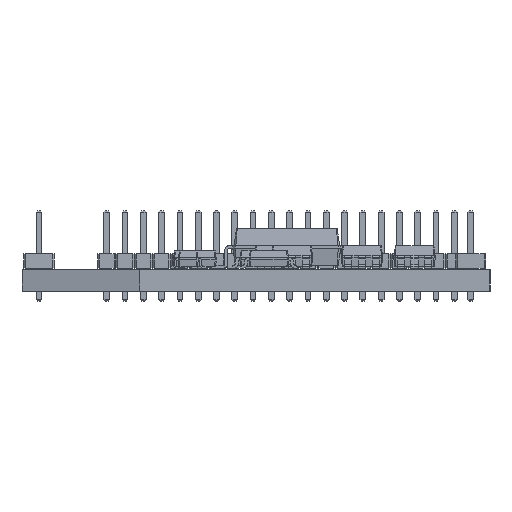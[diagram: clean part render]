
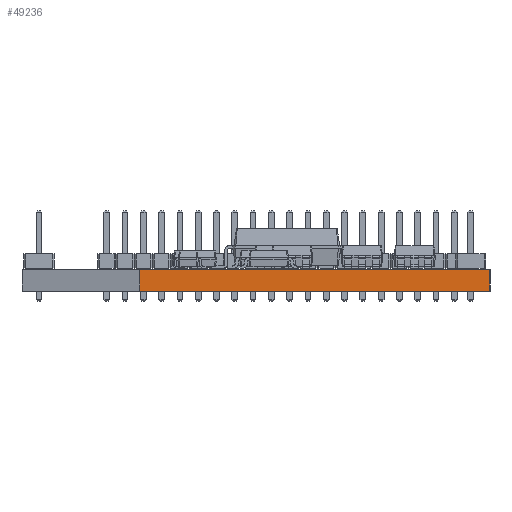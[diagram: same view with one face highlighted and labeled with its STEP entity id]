
A CAD part, left-side view. The second image highlights one B-rep face of the part: STEP entity #49236.
In plain terms, the highlighted planar face has unit normal (-1, 0.002, 0).
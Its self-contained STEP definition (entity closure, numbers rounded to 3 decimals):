
#49180 = VERTEX_POINT('',#49181);
#49181 = CARTESIAN_POINT('',(120.473,-106.489,1.51));
#49187 = EDGE_CURVE('',#49188,#49180,#49190,.T.);
#49188 = VERTEX_POINT('',#49189);
#49189 = CARTESIAN_POINT('',(120.473,-106.489,0.));
#49190 = LINE('',#49191,#49192);
#49191 = CARTESIAN_POINT('',(120.473,-106.489,0.));
#49192 = VECTOR('',#49193,1.);
#49193 = DIRECTION('',(0.,0.,1.));
#49236 = ADVANCED_FACE('',(#49237),#49262,.T.);
#49237 = FACE_BOUND('',#49238,.T.);
#49238 = EDGE_LOOP('',(#49239,#49240,#49248,#49256));
#49239 = ORIENTED_EDGE('',*,*,#49187,.T.);
#49240 = ORIENTED_EDGE('',*,*,#49241,.T.);
#49241 = EDGE_CURVE('',#49180,#49242,#49244,.T.);
#49242 = VERTEX_POINT('',#49243);
#49243 = CARTESIAN_POINT('',(120.523,-82.169,1.51));
#49244 = LINE('',#49245,#49246);
#49245 = CARTESIAN_POINT('',(120.473,-106.489,1.51));
#49246 = VECTOR('',#49247,1.);
#49247 = DIRECTION('',(0.002,1.,0.));
#49248 = ORIENTED_EDGE('',*,*,#49249,.F.);
#49249 = EDGE_CURVE('',#49250,#49242,#49252,.T.);
#49250 = VERTEX_POINT('',#49251);
#49251 = CARTESIAN_POINT('',(120.523,-82.169,0.));
#49252 = LINE('',#49253,#49254);
#49253 = CARTESIAN_POINT('',(120.523,-82.169,0.));
#49254 = VECTOR('',#49255,1.);
#49255 = DIRECTION('',(0.,0.,1.));
#49256 = ORIENTED_EDGE('',*,*,#49257,.F.);
#49257 = EDGE_CURVE('',#49188,#49250,#49258,.T.);
#49258 = LINE('',#49259,#49260);
#49259 = CARTESIAN_POINT('',(120.473,-106.489,0.));
#49260 = VECTOR('',#49261,1.);
#49261 = DIRECTION('',(0.002,1.,0.));
#49262 = PLANE('',#49263);
#49263 = AXIS2_PLACEMENT_3D('',#49264,#49265,#49266);
#49264 = CARTESIAN_POINT('',(120.473,-106.489,0.));
#49265 = DIRECTION('',(-1.,0.002,0.));
#49266 = DIRECTION('',(0.002,1.,0.));
